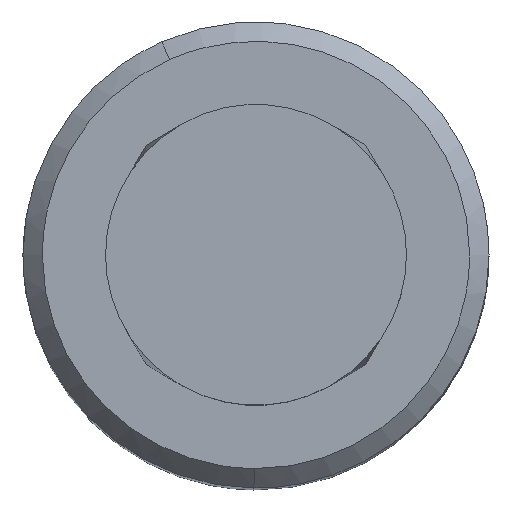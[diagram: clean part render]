
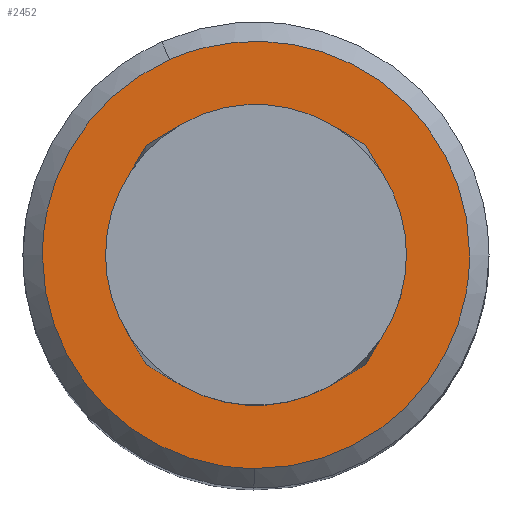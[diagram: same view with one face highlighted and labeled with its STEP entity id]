
A CAD part, top view. The second image highlights one B-rep face of the part: STEP entity #2452.
In plain terms, the highlighted free-form (B-spline) face has degree [1, 1] with [2, 2] control points.
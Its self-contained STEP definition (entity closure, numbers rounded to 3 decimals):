
#1782=CARTESIAN_POINT('',(-2.223,5.031,65.));
#1783=VERTEX_POINT('',#1782);
#1789=CARTESIAN_POINT('',(5.5,0.0,65.0));
#1790=VERTEX_POINT('',#1789);
#1791=CARTESIAN_POINT('',(5.5,0.0,65.0));
#1792=CARTESIAN_POINT('',(5.5,5.5,65.));
#1793=CARTESIAN_POINT('',(0.0,5.5,65.0));
#1794=CARTESIAN_POINT('',(-1.161,5.5,65.0));
#1795=CARTESIAN_POINT('',(-2.223,5.031,65.));
#1803=(BOUNDED_CURVE()B_SPLINE_CURVE(2,(#1791,#1792,#1793,#1794,#1795),.UNSPECIFIED.,.F.,.U.)B_SPLINE_CURVE_WITH_KNOTS((3,2,3),(0.0,0.25,0.319),.UNSPECIFIED.)CURVE()GEOMETRIC_REPRESENTATION_ITEM()RATIONAL_B_SPLINE_CURVE((1.0,0.707,1.0,0.92,0.883))REPRESENTATION_ITEM(''));
#1804=EDGE_CURVE('',#1790,#1783,#1803,.T.);
#1806=CARTESIAN_POINT('',(-0.048,-5.5,65.));
#1807=VERTEX_POINT('',#1806);
#1808=CARTESIAN_POINT('',(-0.048,-5.5,65.));
#1809=CARTESIAN_POINT('',(-0.024,-5.5,65.0));
#1810=CARTESIAN_POINT('',(0.0,-5.5,65.0));
#1811=CARTESIAN_POINT('',(5.5,-5.5,65.));
#1812=CARTESIAN_POINT('',(5.5,0.0,65.0));
#1820=(BOUNDED_CURVE()B_SPLINE_CURVE(2,(#1808,#1809,#1810,#1811,#1812),.UNSPECIFIED.,.F.,.U.)B_SPLINE_CURVE_WITH_KNOTS((3,2,3),(0.748,0.75,1.0),.UNSPECIFIED.)CURVE()GEOMETRIC_REPRESENTATION_ITEM()RATIONAL_B_SPLINE_CURVE((0.996,0.998,1.0,0.707,1.0))REPRESENTATION_ITEM(''));
#1821=EDGE_CURVE('',#1807,#1790,#1820,.T.);
#1910=CARTESIAN_POINT('',(-5.5,0.0,65.0));
#1911=VERTEX_POINT('',#1910);
#1912=CARTESIAN_POINT('',(-5.5,0.0,65.0));
#1913=CARTESIAN_POINT('',(-5.5,-5.452,65.));
#1914=CARTESIAN_POINT('',(-0.048,-5.5,65.));
#1922=(BOUNDED_CURVE()B_SPLINE_CURVE(2,(#1912,#1913,#1914),.UNSPECIFIED.,.F.,.U.)B_SPLINE_CURVE_WITH_KNOTS((3,3),(0.5,0.748),.UNSPECIFIED.)CURVE()GEOMETRIC_REPRESENTATION_ITEM()RATIONAL_B_SPLINE_CURVE((1.0,0.709,0.996))REPRESENTATION_ITEM(''));
#1923=EDGE_CURVE('',#1911,#1807,#1922,.T.);
#1925=CARTESIAN_POINT('',(-2.223,5.031,65.));
#1926=CARTESIAN_POINT('',(-5.5,3.583,65.0));
#1927=CARTESIAN_POINT('',(-5.5,0.0,65.0));
#1935=(BOUNDED_CURVE()B_SPLINE_CURVE(2,(#1925,#1926,#1927),.UNSPECIFIED.,.F.,.U.)B_SPLINE_CURVE_WITH_KNOTS((3,3),(0.319,0.5),.UNSPECIFIED.)CURVE()GEOMETRIC_REPRESENTATION_ITEM()RATIONAL_B_SPLINE_CURVE((0.883,0.788,1.0))REPRESENTATION_ITEM(''));
#1936=EDGE_CURVE('',#1783,#1911,#1935,.T.);
#2287=CARTESIAN_POINT('',(-0.153,2.495,65.));
#2288=VERTEX_POINT('',#2287);
#2294=CARTESIAN_POINT('',(-2.5,0.0,65.0));
#2295=VERTEX_POINT('',#2294);
#2296=CARTESIAN_POINT('',(-2.5,0.0,65.0));
#2297=CARTESIAN_POINT('',(-2.5,2.352,65.));
#2298=CARTESIAN_POINT('',(-0.153,2.495,65.));
#2306=(BOUNDED_CURVE()B_SPLINE_CURVE(2,(#2296,#2297,#2298),.UNSPECIFIED.,.F.,.U.)B_SPLINE_CURVE_WITH_KNOTS((3,3),(0.5,0.739),.UNSPECIFIED.)CURVE()GEOMETRIC_REPRESENTATION_ITEM()RATIONAL_B_SPLINE_CURVE((1.0,0.72,0.976))REPRESENTATION_ITEM(''));
#2307=EDGE_CURVE('',#2295,#2288,#2306,.T.);
#2309=CARTESIAN_POINT('',(0.295,-2.483,65.0));
#2310=VERTEX_POINT('',#2309);
#2311=CARTESIAN_POINT('',(0.295,-2.483,65.0));
#2312=CARTESIAN_POINT('',(0.148,-2.5,65.));
#2313=CARTESIAN_POINT('',(0.0,-2.5,65.0));
#2314=CARTESIAN_POINT('',(-2.5,-2.5,65.0));
#2315=CARTESIAN_POINT('',(-2.5,0.0,65.0));
#2323=(BOUNDED_CURVE()B_SPLINE_CURVE(2,(#2311,#2312,#2313,#2314,#2315),.UNSPECIFIED.,.F.,.U.)B_SPLINE_CURVE_WITH_KNOTS((3,2,3),(0.23,0.25,0.5),.UNSPECIFIED.)CURVE()GEOMETRIC_REPRESENTATION_ITEM()RATIONAL_B_SPLINE_CURVE((0.956,0.976,1.0,0.707,1.0))REPRESENTATION_ITEM(''));
#2324=EDGE_CURVE('',#2310,#2295,#2323,.T.);
#2368=CARTESIAN_POINT('',(2.5,0.0,65.0));
#2369=VERTEX_POINT('',#2368);
#2370=CARTESIAN_POINT('',(2.5,0.0,65.0));
#2371=CARTESIAN_POINT('',(2.5,-2.22,65.0));
#2372=CARTESIAN_POINT('',(0.295,-2.483,65.0));
#2380=(BOUNDED_CURVE()B_SPLINE_CURVE(2,(#2370,#2371,#2372),.UNSPECIFIED.,.F.,.U.)B_SPLINE_CURVE_WITH_KNOTS((3,3),(0.0,0.23),.UNSPECIFIED.)CURVE()GEOMETRIC_REPRESENTATION_ITEM()RATIONAL_B_SPLINE_CURVE((1.0,0.731,0.956))REPRESENTATION_ITEM(''));
#2381=EDGE_CURVE('',#2369,#2310,#2380,.T.);
#2383=CARTESIAN_POINT('',(-0.153,2.495,65.));
#2384=CARTESIAN_POINT('',(-0.076,2.5,65.0));
#2385=CARTESIAN_POINT('',(0.0,2.5,65.0));
#2386=CARTESIAN_POINT('',(2.5,2.5,65.0));
#2387=CARTESIAN_POINT('',(2.5,0.0,65.0));
#2395=(BOUNDED_CURVE()B_SPLINE_CURVE(2,(#2383,#2384,#2385,#2386,#2387),.UNSPECIFIED.,.F.,.U.)B_SPLINE_CURVE_WITH_KNOTS((3,2,3),(0.739,0.75,1.0),.UNSPECIFIED.)CURVE()GEOMETRIC_REPRESENTATION_ITEM()RATIONAL_B_SPLINE_CURVE((0.976,0.988,1.0,0.707,1.0))REPRESENTATION_ITEM(''));
#2396=EDGE_CURVE('',#2288,#2369,#2395,.T.);
#2435=CARTESIAN_POINT('',(-6.049,-6.049,65.0));
#2436=CARTESIAN_POINT('',(6.049,-6.049,65.0));
#2437=CARTESIAN_POINT('',(-6.049,6.048,65.0));
#2438=CARTESIAN_POINT('',(6.049,6.048,65.0));
#2439=B_SPLINE_SURFACE_WITH_KNOTS('',1,1,((#2435,#2437),(#2436,#2438)),.UNSPECIFIED.,.F.,.F.,.U.,(2,2),(2,2),(0.0,12.099),(0.0,12.098),.UNSPECIFIED.);
#2440=ORIENTED_EDGE('',*,*,#1804,.T.);
#2441=ORIENTED_EDGE('',*,*,#1936,.T.);
#2442=ORIENTED_EDGE('',*,*,#1923,.T.);
#2443=ORIENTED_EDGE('',*,*,#1821,.T.);
#2444=EDGE_LOOP('',(#2440,#2441,#2442,#2443));
#2445=FACE_OUTER_BOUND('',#2444,.T.);
#2446=ORIENTED_EDGE('',*,*,#2307,.T.);
#2447=ORIENTED_EDGE('',*,*,#2396,.T.);
#2448=ORIENTED_EDGE('',*,*,#2381,.T.);
#2449=ORIENTED_EDGE('',*,*,#2324,.T.);
#2450=EDGE_LOOP('',(#2446,#2447,#2448,#2449));
#2451=FACE_BOUND('',#2450,.T.);
#2452=ADVANCED_FACE('',(#2445,#2451),#2439,.T.);
